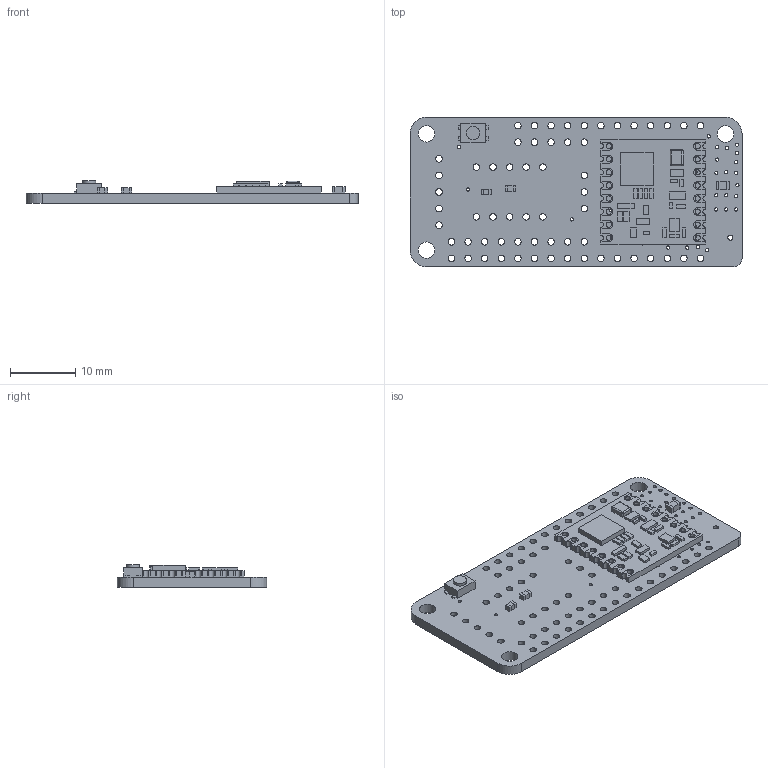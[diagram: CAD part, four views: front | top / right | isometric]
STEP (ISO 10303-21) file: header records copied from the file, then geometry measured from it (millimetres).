
FILE_DESCRIPTION(/* description */ (''),/* implementation_level */ '2;1');
FILE_NAME(/* name */ 'PCB Component.step',/* time_stamp */ '2022-10-19T13:54:06-04:00',/* author */ (''),/* organization */ (''),/* preprocessor_version */ 'ST-DEVELOPER v19',/* originating_system */ 'Autodesk Translation Framework v11.7.0.108',/* authorisation */ '');
FILE_SCHEMA (('AUTOMOTIVE_DESIGN { 1 0 10303 214 3 1 1 }'));
Length unit declared in the file: millimetre
Products named in the file (6): PCB Component; Board; BTN_KMR2_4.6X2.8; 10uF; RFM69/9x; 100k
Assembly tree (6 placements, depth 2):
  PCB Component
    Board
    BTN_KMR2_4.6X2.8
    10uF
    RFM69/9x
    100k  x2
Bounding box: 50.8 x 22.86 x 3.47 mm (x, y, z)
Volume: 1995.7 mm3; surface area: 3888.7 mm2
Topology: 50 solids, 50 shells, 585 faces, 1443 edges, 958 vertices
Faces by surface type: plane 368, cylinder 213, sphere 4
Full cylindrical faces by diameter (mm): 0.5 x72, 0.8 x17, 1 x60, 2 x1, 2.5 x2, 2.54 x1
Entity records: 17925 total; most frequent: DIRECTION 2999, CARTESIAN_POINT 2924, ORIENTED_EDGE 2814, EDGE_CURVE 1407, AXIS2_PLACEMENT_3D 1009, LINE 981, VECTOR 981, VERTEX_POINT 934
